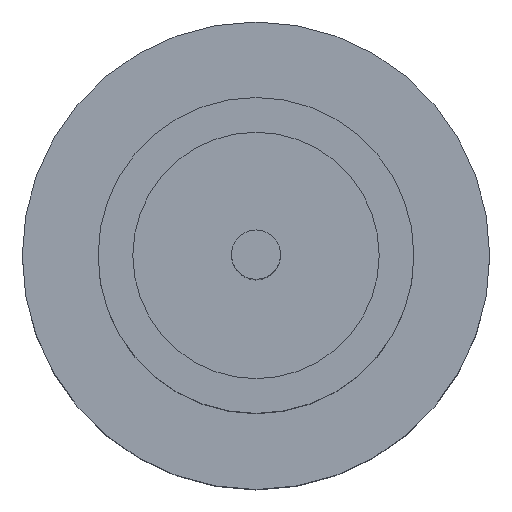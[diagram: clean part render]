
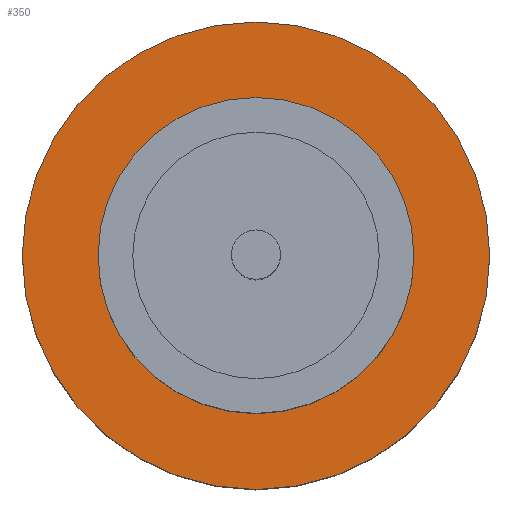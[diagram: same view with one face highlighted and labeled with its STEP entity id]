
A CAD part, top view. The second image highlights one B-rep face of the part: STEP entity #350.
In plain terms, the highlighted planar face has unit normal (0, 0, 1).
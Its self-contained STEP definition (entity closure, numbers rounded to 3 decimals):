
#10 = CARTESIAN_POINT ( 'NONE',  ( 1.25, 0., 1.55 ) ) ;
#13 = DIRECTION ( 'NONE',  ( 0., 0., 1. ) ) ;
#29 = ORIENTED_EDGE ( 'NONE', *, *, #520, .F. ) ;
#37 = CARTESIAN_POINT ( 'NONE',  ( 0., 0., 1.55 ) ) ;
#44 = CIRCLE ( 'NONE', #606, 1.25 ) ;
#51 = CARTESIAN_POINT ( 'NONE',  ( -1.85, 0., 1.55 ) ) ;
#65 = AXIS2_PLACEMENT_3D ( 'NONE', #420, #137, #665 ) ;
#110 = DIRECTION ( 'NONE',  ( 1., 0., 0. ) ) ;
#118 = FACE_BOUND ( 'NONE', #199, .T. ) ;
#129 = ORIENTED_EDGE ( 'NONE', *, *, #155, .T. ) ;
#137 = DIRECTION ( 'NONE',  ( 0., 0., 1. ) ) ;
#155 = EDGE_CURVE ( 'NONE', #622, #581, #393, .T. ) ;
#163 = AXIS2_PLACEMENT_3D ( 'NONE', #444, #222, #110 ) ;
#178 = DIRECTION ( 'NONE',  ( 1., 0., 0. ) ) ;
#192 = VERTEX_POINT ( 'NONE', #10 ) ;
#195 = CARTESIAN_POINT ( 'NONE',  ( -1.25, 0., 1.55 ) ) ;
#199 = EDGE_LOOP ( 'NONE', ( #29, #309 ) ) ;
#220 = DIRECTION ( 'NONE',  ( 0., 0., 1. ) ) ;
#222 = DIRECTION ( 'NONE',  ( 0., 0., 1. ) ) ;
#271 = EDGE_CURVE ( 'NONE', #581, #622, #457, .T. ) ;
#309 = ORIENTED_EDGE ( 'NONE', *, *, #542, .F. ) ;
#317 = VERTEX_POINT ( 'NONE', #195 ) ;
#329 = FACE_OUTER_BOUND ( 'NONE', #371, .T. ) ;
#350 = ADVANCED_FACE ( 'NONE', ( #118, #329 ), #556, .T. ) ;
#371 = EDGE_LOOP ( 'NONE', ( #129, #439 ) ) ;
#389 = CARTESIAN_POINT ( 'NONE',  ( 1.85, 0., 1.55 ) ) ;
#393 = CIRCLE ( 'NONE', #501, 1.85 ) ;
#420 = CARTESIAN_POINT ( 'NONE',  ( 0., 0., 1.55 ) ) ;
#439 = ORIENTED_EDGE ( 'NONE', *, *, #271, .T. ) ;
#444 = CARTESIAN_POINT ( 'NONE',  ( 0., 0., 1.55 ) ) ;
#457 = CIRCLE ( 'NONE', #65, 1.85 ) ;
#461 = CARTESIAN_POINT ( 'NONE',  ( 0., 0., 1.55 ) ) ;
#489 = AXIS2_PLACEMENT_3D ( 'NONE', #37, #676, #550 ) ;
#501 = AXIS2_PLACEMENT_3D ( 'NONE', #461, #13, #178 ) ;
#520 = EDGE_CURVE ( 'NONE', #192, #317, #44, .T. ) ;
#542 = EDGE_CURVE ( 'NONE', #317, #192, #700, .T. ) ;
#550 = DIRECTION ( 'NONE',  ( 1., 0., 0. ) ) ;
#556 = PLANE ( 'NONE',  #489 ) ;
#564 = CARTESIAN_POINT ( 'NONE',  ( 0., 0., 1.55 ) ) ;
#581 = VERTEX_POINT ( 'NONE', #389 ) ;
#606 = AXIS2_PLACEMENT_3D ( 'NONE', #564, #220, #692 ) ;
#622 = VERTEX_POINT ( 'NONE', #51 ) ;
#665 = DIRECTION ( 'NONE',  ( 1., 0., 0. ) ) ;
#676 = DIRECTION ( 'NONE',  ( 0., 0., 1. ) ) ;
#692 = DIRECTION ( 'NONE',  ( 1., 0., 0. ) ) ;
#700 = CIRCLE ( 'NONE', #163, 1.25 ) ;
